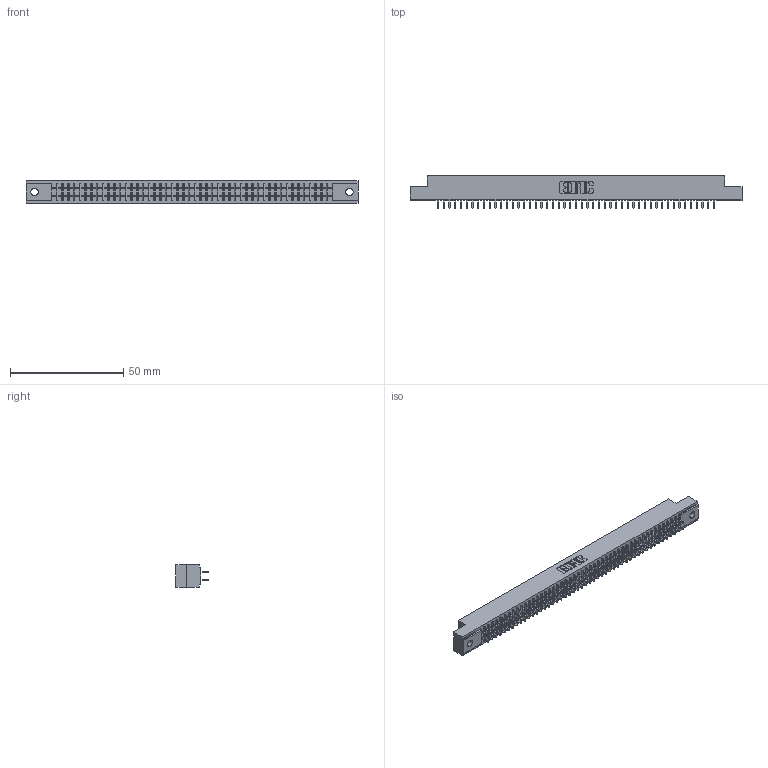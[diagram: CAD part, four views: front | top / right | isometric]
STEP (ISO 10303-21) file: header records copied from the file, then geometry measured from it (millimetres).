
FILE_DESCRIPTION (( 'STEP AP203' ), '1' );
FILE_NAME ('341-098-520-202.STEP', '2018-08-08T02:05:00', ( '' ), ( '' ), 'SwSTEP 2.0', 'SolidWorks 2016', '' );
FILE_SCHEMA (( 'CONFIG_CONTROL_DESIGN' ));
Length unit declared in the file: inch
Products named in the file (3): 341 Part_.128 (3.25) Dia Mounting Holes; 341-292-001_341-292-120; 341-098-520-202
Assembly tree (99 placements, depth 2):
  341-098-520-202
    341 Part_.128 (3.25) Dia Mounting Holes
    341-292-001_341-292-120  x98
Bounding box: 146.69 x 14.27 x 10.16 mm (x, y, z)
Volume: 10801.8 mm3; surface area: 19052.7 mm2
Topology: 99 solids, 99 shells, 6584 faces, 19083 edges, 12358 vertices
Faces by surface type: plane 3988, cylinder 2400, sphere 100, torus 96
Entity records: 58370 total; most frequent: CARTESIAN_POINT 9703, ORIENTED_EDGE 9642, DIRECTION 9411, EDGE_CURVE 4821, VECTOR 3903, LINE 3903, VERTEX_POINT 3046, AXIS2_PLACEMENT_3D 2754
